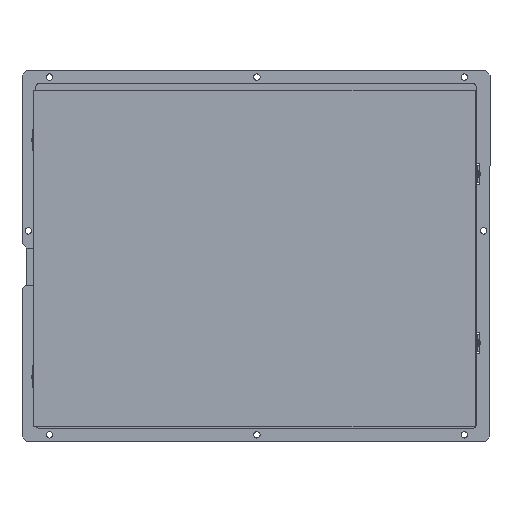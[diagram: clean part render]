
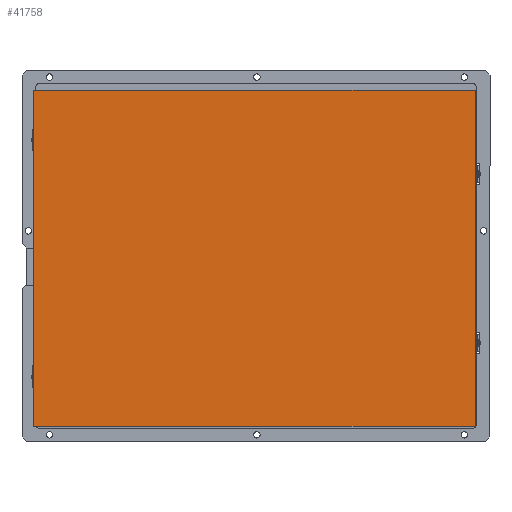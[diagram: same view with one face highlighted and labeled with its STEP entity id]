
A CAD part, top view. The second image highlights one B-rep face of the part: STEP entity #41758.
In plain terms, the highlighted planar face has unit normal (0, 0, 1).
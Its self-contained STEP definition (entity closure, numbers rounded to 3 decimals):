
#8019 = CARTESIAN_POINT ( 'NONE',  ( -128.95, 99.4, 1.4 ) ) ;
#25924 = ORIENTED_EDGE ( 'NONE', *, *, #72850, .T. ) ;
#28773 = DIRECTION ( 'NONE',  ( 0., 0., 1. ) ) ;
#41758 = ADVANCED_FACE ( 'NONE', ( #238366 ), #47718, .T. ) ;
#47718 = PLANE ( 'NONE',  #63663 ) ;
#50066 = LINE ( 'NONE', #168991, #253776 ) ;
#53610 = CARTESIAN_POINT ( 'NONE',  ( -128.95, -99.4, 1.4 ) ) ;
#63663 = AXIS2_PLACEMENT_3D ( 'NONE', #146990, #28773, #166787 ) ;
#72850 = EDGE_CURVE ( 'NONE', #115740, #228763, #141699, .T. ) ;
#73565 = CARTESIAN_POINT ( 'NONE',  ( 132.45, 99.4, 1.4 ) ) ;
#79733 = LINE ( 'NONE', #73565, #98365 ) ;
#83702 = VERTEX_POINT ( 'NONE', #84652 ) ;
#84652 = CARTESIAN_POINT ( 'NONE',  ( 132.45, -99.4, 1.4 ) ) ;
#84953 = CARTESIAN_POINT ( 'NONE',  ( -128.95, 99.4, 1.4 ) ) ;
#96104 = ORIENTED_EDGE ( 'NONE', *, *, #215019, .T. ) ;
#97848 = VERTEX_POINT ( 'NONE', #170327 ) ;
#98099 = EDGE_CURVE ( 'NONE', #228763, #83702, #238144, .T. ) ;
#98365 = VECTOR ( 'NONE', #211626, 1000. ) ;
#99710 = ORIENTED_EDGE ( 'NONE', *, *, #144069, .T. ) ;
#115740 = VERTEX_POINT ( 'NONE', #8019 ) ;
#119354 = CARTESIAN_POINT ( 'NONE',  ( -128.95, -99.4, 1.4 ) ) ;
#133283 = VECTOR ( 'NONE', #139198, 1000. ) ;
#139198 = DIRECTION ( 'NONE',  ( 1., 0., 0. ) ) ;
#141699 = LINE ( 'NONE', #84953, #246525 ) ;
#144069 = EDGE_CURVE ( 'NONE', #83702, #97848, #79733, .T. ) ;
#146990 = CARTESIAN_POINT ( 'NONE',  ( 0., 0., 1.4 ) ) ;
#150066 = DIRECTION ( 'NONE',  ( -1., 0., 0. ) ) ;
#166787 = DIRECTION ( 'NONE',  ( 1., 0., 0. ) ) ;
#168991 = CARTESIAN_POINT ( 'NONE',  ( -128.95, 99.4, 1.4 ) ) ;
#170327 = CARTESIAN_POINT ( 'NONE',  ( 132.45, 99.4, 1.4 ) ) ;
#171306 = EDGE_LOOP ( 'NONE', ( #25924, #222608, #99710, #96104 ) ) ;
#211626 = DIRECTION ( 'NONE',  ( 0., 1., 0. ) ) ;
#215019 = EDGE_CURVE ( 'NONE', #97848, #115740, #50066, .T. ) ;
#222608 = ORIENTED_EDGE ( 'NONE', *, *, #98099, .T. ) ;
#222907 = DIRECTION ( 'NONE',  ( 0., -1., 0. ) ) ;
#228763 = VERTEX_POINT ( 'NONE', #53610 ) ;
#238144 = LINE ( 'NONE', #119354, #133283 ) ;
#238366 = FACE_OUTER_BOUND ( 'NONE', #171306, .T. ) ;
#246525 = VECTOR ( 'NONE', #222907, 1000. ) ;
#253776 = VECTOR ( 'NONE', #150066, 1000. ) ;
